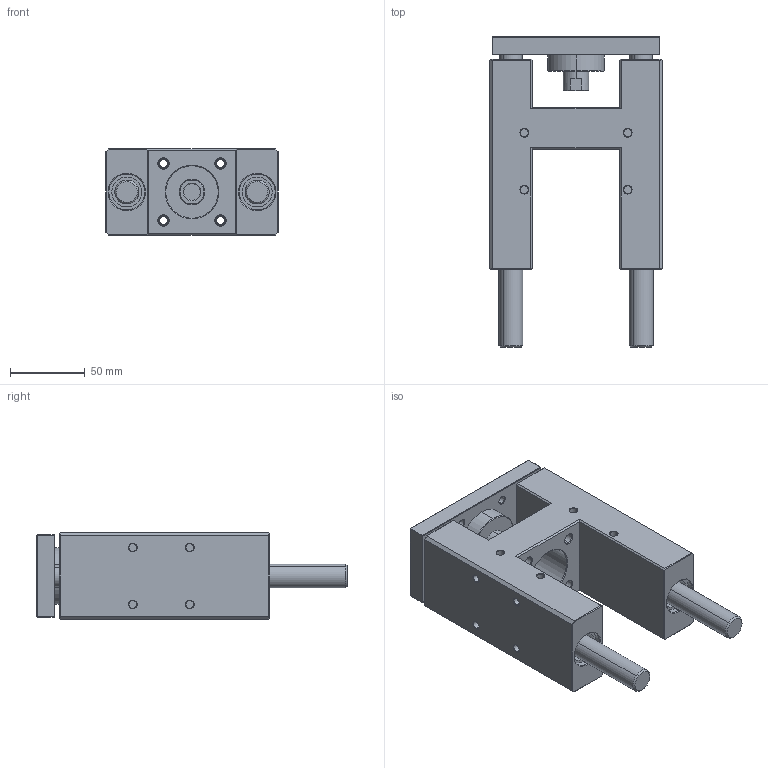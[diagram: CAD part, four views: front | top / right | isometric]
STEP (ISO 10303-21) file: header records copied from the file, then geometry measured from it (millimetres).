
FILE_DESCRIPTION (( 'STEP AP214' ), '1' );
FILE_NAME ('40 H-GUIDING.STEP', '2010-08-06T15:17:45', ( '' ), ( '' ), 'SwSTEP 2.0', 'SolidWorks 2010', '' );
FILE_SCHEMA (( 'AUTOMOTIVE_DESIGN' ));
Length unit declared in the file: millimetre
Products named in the file (5): 茿P 40  H-YATAK  ARKA; 茿P  40  H-YATAK  諲; ÇAP  40   H-YATAK MÝLÝ; ÇAP 40 H-YATAK CÝVATASI; 40   H-GUIDING
Assembly tree (6 placements, depth 2):
  40   H-GUIDING
    ÇAP  40   H-YATAK MÝLÝ  x2
    ÇAP 40 H-YATAK CÝVATASI  x2
    茿P 40  H-YATAK  ARKA
    茿P  40  H-YATAK  諲
Bounding box: 115 x 207 x 58 mm (x, y, z)
Volume: 586012.1 mm3; surface area: 129641.4 mm2
Topology: 6 solids, 6 shells, 385 faces, 840 edges, 508 vertices
Faces by surface type: plane 151, cylinder 128, cone 98, torus 8
Entity records: 10314 total; most frequent: DIRECTION 1800, CARTESIAN_POINT 1796, ORIENTED_EDGE 1536, EDGE_CURVE 768, AXIS2_PLACEMENT_3D 692, VERTEX_POINT 464, EDGE_LOOP 424, LINE 416
